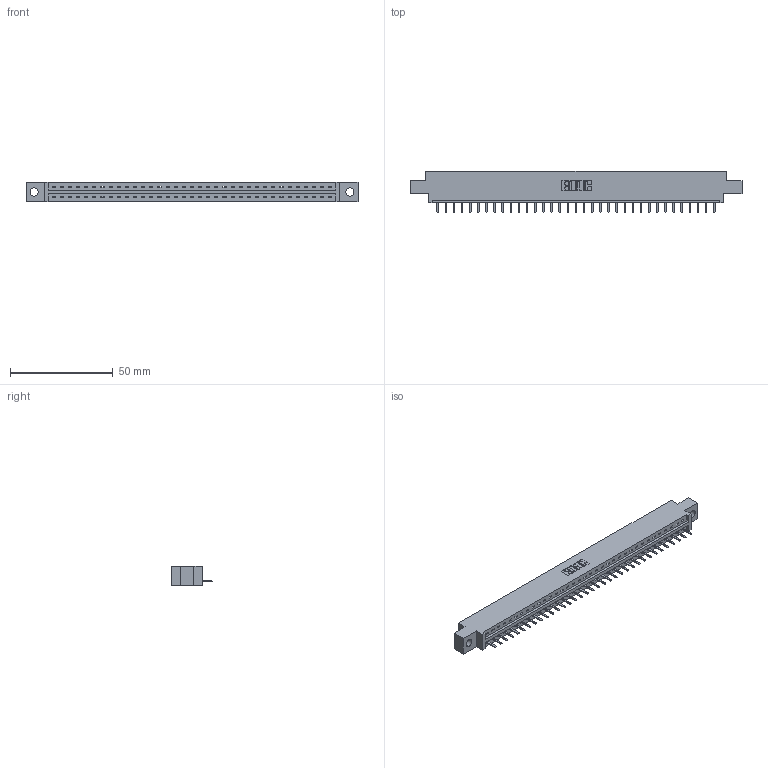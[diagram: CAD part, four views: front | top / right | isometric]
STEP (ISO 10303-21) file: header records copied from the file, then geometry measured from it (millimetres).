
FILE_DESCRIPTION (( 'STEP AP203' ), '1' );
FILE_NAME ('337-035-520-604.STEP', '2018-08-07T19:56:49', ( '' ), ( '' ), 'SwSTEP 2.0', 'SolidWorks 2016', '' );
FILE_SCHEMA (( 'CONFIG_CONTROL_DESIGN' ));
Length unit declared in the file: inch
Products named in the file (3): 337 Part_0.170 Offset - 0.156 Dia-TH; 345-292-001_345-293-120; 337-035-520-604
Assembly tree (36 placements, depth 2):
  337-035-520-604
    337 Part_0.170 Offset - 0.156 Dia-TH
    345-292-001_345-293-120  x35
Bounding box: 161.7 x 20.02 x 9.4 mm (x, y, z)
Volume: 16412 mm3; surface area: 16449.8 mm2
Topology: 36 solids, 36 shells, 2428 faces, 7183 edges, 4694 vertices
Faces by surface type: plane 1754, cylinder 674
Entity records: 27171 total; most frequent: CARTESIAN_POINT 4751, ORIENTED_EDGE 4710, DIRECTION 4001, EDGE_CURVE 2355, VECTOR 2223, LINE 2223, VERTEX_POINT 1566, AXIS2_PLACEMENT_3D 889
